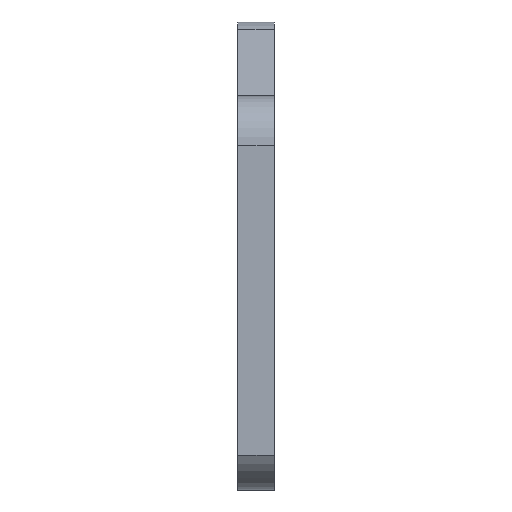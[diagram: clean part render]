
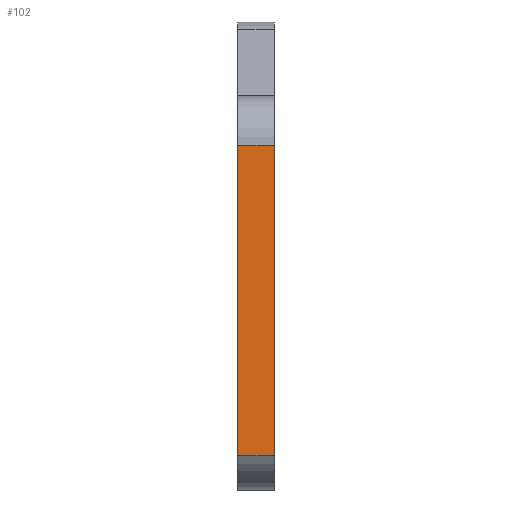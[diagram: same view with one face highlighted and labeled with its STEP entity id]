
A CAD part, left-side view. The second image highlights one B-rep face of the part: STEP entity #102.
In plain terms, the highlighted planar face has unit normal (-1, 0, 0).
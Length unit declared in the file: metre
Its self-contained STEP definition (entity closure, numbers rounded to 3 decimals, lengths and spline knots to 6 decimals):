
#102 = ADVANCED_FACE( '', ( #221 ), #222, .T. );
#221 = FACE_OUTER_BOUND( '', #350, .T. );
#222 = PLANE( '', #351 );
#350 = EDGE_LOOP( '', ( #589, #590, #591, #592 ) );
#351 = AXIS2_PLACEMENT_3D( '', #593, #594, #595 );
#589 = ORIENTED_EDGE( '', *, *, #797, .F. );
#590 = ORIENTED_EDGE( '', *, *, #714, .F. );
#591 = ORIENTED_EDGE( '', *, *, #809, .T. );
#592 = ORIENTED_EDGE( '', *, *, #810, .T. );
#593 = CARTESIAN_POINT( '', ( -0.047, 0.023, 0. ) );
#594 = DIRECTION( '', ( -1., 0., 0. ) );
#595 = DIRECTION( '', ( 0., 0., 1. ) );
#714 = EDGE_CURVE( '', #840, #835, #842, .T. );
#797 = EDGE_CURVE( '', #835, #978, #979, .T. );
#809 = EDGE_CURVE( '', #840, #993, #994, .T. );
#810 = EDGE_CURVE( '', #993, #978, #995, .T. );
#835 = VERTEX_POINT( '', #1023 );
#840 = VERTEX_POINT( '', #1029 );
#842 = LINE( '', #1031, #1032 );
#978 = VERTEX_POINT( '', #1213 );
#979 = LINE( '', #1214, #1215 );
#993 = VERTEX_POINT( '', #1232 );
#994 = LINE( '', #1233, #1234 );
#995 = LINE( '', #1235, #1236 );
#1023 = CARTESIAN_POINT( '', ( -0.047, 0.02, 0.009 ) );
#1029 = CARTESIAN_POINT( '', ( -0.047, 0.023, 0.009 ) );
#1031 = CARTESIAN_POINT( '', ( -0.047, 0.023, 0.009 ) );
#1032 = VECTOR( '', #1275, 1. );
#1213 = CARTESIAN_POINT( '', ( -0.047, 0.02, -0.016179 ) );
#1214 = CARTESIAN_POINT( '', ( -0.047, 0.02, 0. ) );
#1215 = VECTOR( '', #1372, 1. );
#1232 = CARTESIAN_POINT( '', ( -0.047, 0.023, -0.016179 ) );
#1233 = CARTESIAN_POINT( '', ( -0.047, 0.023, 0. ) );
#1234 = VECTOR( '', #1394, 1. );
#1235 = CARTESIAN_POINT( '', ( -0.047, 0.023, -0.016179 ) );
#1236 = VECTOR( '', #1395, 1. );
#1275 = DIRECTION( '', ( 0., -1., 0. ) );
#1372 = DIRECTION( '', ( 0., 0., -1. ) );
#1394 = DIRECTION( '', ( 0., 0., -1. ) );
#1395 = DIRECTION( '', ( 0., -1., 0. ) );
